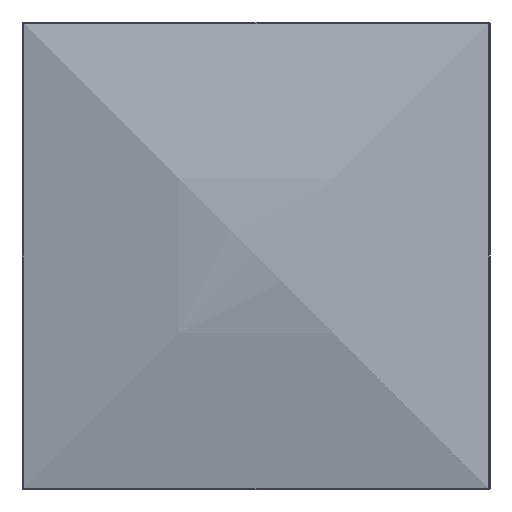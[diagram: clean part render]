
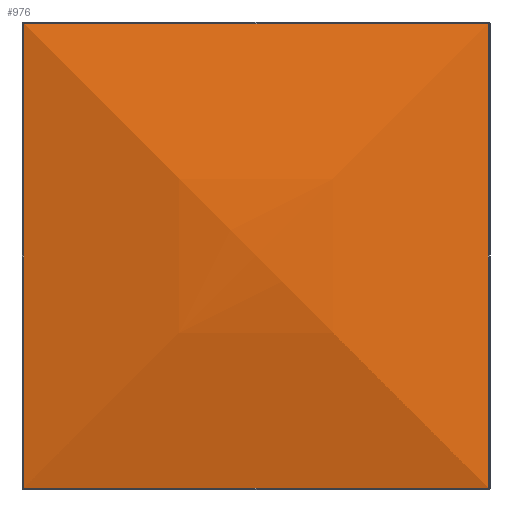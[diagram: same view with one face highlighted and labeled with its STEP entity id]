
A CAD part, left-side view. The second image highlights one B-rep face of the part: STEP entity #976.
In plain terms, the highlighted free-form (B-spline) face has degree [3, 3] with [4, 4] control points.
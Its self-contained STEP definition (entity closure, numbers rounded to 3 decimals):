
#15 = CARTESIAN_POINT ( 'NONE',  ( -3.203, 0.798, -0.003 ) ) ;
#17 = FACE_OUTER_BOUND ( 'NONE', #1005, .T. ) ;
#30 = CARTESIAN_POINT ( 'NONE',  ( -3.203, 0., 3.204 ) ) ;
#41 = CARTESIAN_POINT ( 'NONE',  ( -3.203, -0.798, 3.203 ) ) ;
#146 = EDGE_CURVE ( 'NONE', #779, #2088, #1653, .T. ) ;
#147 = CARTESIAN_POINT ( 'NONE',  ( -3.203, 1.603, 2.398 ) ) ;
#161 = CARTESIAN_POINT ( 'NONE',  ( -3.201, -1.601, 0.268 ) ) ;
#167 = CARTESIAN_POINT ( 'NONE',  ( -3.201, -1.339, -0.001 ) ) ;
#230 = CARTESIAN_POINT ( 'NONE',  ( -3.203, -0.399, 3.204 ) ) ;
#245 = CARTESIAN_POINT ( 'NONE',  ( -3.2, -1.613, 3.212 ) ) ;
#315 = CARTESIAN_POINT ( 'NONE',  ( -3.201, 1.601, 0.087 ) ) ;
#330 = CARTESIAN_POINT ( 'NONE',  ( -3.201, -1.601, 3.026 ) ) ;
#368 = CARTESIAN_POINT ( 'NONE',  ( -3.68, -0.538, 2.137 ) ) ;
#377 = CARTESIAN_POINT ( 'NONE',  ( -3.2, -1.6, 0. ) ) ;
#380 = CARTESIAN_POINT ( 'NONE',  ( -3.2, -0.538, -0.012 ) ) ;
#439 = CARTESIAN_POINT ( 'NONE',  ( -3.203, 0.446, 3.204 ) ) ;
#494 = CARTESIAN_POINT ( 'NONE',  ( -3.201, 1.601, 2.932 ) ) ;
#495 = B_SPLINE_CURVE_WITH_KNOTS ( 'NONE', 3,
 ( #1546, #2268, #494, #678, #147, #1195, #502, #2256, #1888, #2082, #557, #315, #1025 ),
 .UNSPECIFIED., .F., .F.,
 ( 4, 3, 3, 3, 4 ),
 ( 0., 0., 0.002, 0.003, 0.003 ),
 .UNSPECIFIED. ) ;
#502 = CARTESIAN_POINT ( 'NONE',  ( -3.203, 1.604, 1.6 ) ) ;
#508 = CARTESIAN_POINT ( 'NONE',  ( -3.203, -1.604, 1.6 ) ) ;
#516 = CARTESIAN_POINT ( 'NONE',  ( -3.2, 1.613, 2.138 ) ) ;
#524 = CARTESIAN_POINT ( 'NONE',  ( -3.203, -0.892, -0.003 ) ) ;
#557 = CARTESIAN_POINT ( 'NONE',  ( -3.201, 1.601, 0.174 ) ) ;
#602 = CARTESIAN_POINT ( 'NONE',  ( -3.201, 1.339, 3.201 ) ) ;
#603 = CARTESIAN_POINT ( 'NONE',  ( -3.2, 0.537, 3.212 ) ) ;
#616 = CARTESIAN_POINT ( 'NONE',  ( -3.201, 1.426, 3.201 ) ) ;
#678 = CARTESIAN_POINT ( 'NONE',  ( -3.202, 1.602, 2.798 ) ) ;
#702 = CARTESIAN_POINT ( 'NONE',  ( -3.203, -1.604, 2.046 ) ) ;
#707 = CARTESIAN_POINT ( 'NONE',  ( -3.201, -1.513, -0.001 ) ) ;
#721 = CARTESIAN_POINT ( 'NONE',  ( -3.2, 1.613, -0.012 ) ) ;
#779 = VERTEX_POINT ( 'NONE', #794 ) ;
#794 = CARTESIAN_POINT ( 'NONE',  ( -3.2, -1.6, 3.2 ) ) ;
#799 = CARTESIAN_POINT ( 'NONE',  ( -3.2, 1.6, 0. ) ) ;
#840 = CARTESIAN_POINT ( 'NONE',  ( -3.2, 1.6, 3.2 ) ) ;
#879 = CARTESIAN_POINT ( 'NONE',  ( -3.2, 1.6, 0. ) ) ;
#899 = CARTESIAN_POINT ( 'NONE',  ( -3.201, -1.426, -0.001 ) ) ;
#912 = CARTESIAN_POINT ( 'NONE',  ( -3.203, 0.892, 3.203 ) ) ;
#952 = EDGE_CURVE ( 'NONE', #2088, #1370, #495, .T. ) ;
#963 = B_SPLINE_CURVE_WITH_KNOTS ( 'NONE', 3,
 ( #2284, #1213, #161, #2293, #1743, #1250, #508, #702, #1409, #1917, #330, #1237, #1038 ),
 .UNSPECIFIED., .F., .F.,
 ( 4, 3, 3, 3, 4 ),
 ( 0., 0., 0.002, 0.003, 0.003 ),
 .UNSPECIFIED. ) ;
#964 = CARTESIAN_POINT ( 'NONE',  ( -3.201, 1.513, 3.201 ) ) ;
#976 = ADVANCED_FACE ( 'NONE', ( #17 ), #1504, .F. ) ;
#1005 = EDGE_LOOP ( 'NONE', ( #1918, #1600, #1360, #2165 ) ) ;
#1025 = CARTESIAN_POINT ( 'NONE',  ( -3.2, 1.6, 0. ) ) ;
#1033 = CARTESIAN_POINT ( 'NONE',  ( -3.2, -1.613, 1.062 ) ) ;
#1038 = CARTESIAN_POINT ( 'NONE',  ( -3.2, -1.6, 3.2 ) ) ;
#1042 = CARTESIAN_POINT ( 'NONE',  ( -3.202, 1.198, -0.002 ) ) ;
#1086 = CARTESIAN_POINT ( 'NONE',  ( -3.2, 1.6, 3.2 ) ) ;
#1088 = CARTESIAN_POINT ( 'NONE',  ( -3.2, 1.613, 1.063 ) ) ;
#1195 = CARTESIAN_POINT ( 'NONE',  ( -3.203, 1.604, 1.999 ) ) ;
#1213 = CARTESIAN_POINT ( 'NONE',  ( -3.201, -1.601, 0.134 ) ) ;
#1237 = CARTESIAN_POINT ( 'NONE',  ( -3.201, -1.601, 3.113 ) ) ;
#1250 = CARTESIAN_POINT ( 'NONE',  ( -3.203, -1.604, 1.201 ) ) ;
#1314 = CARTESIAN_POINT ( 'NONE',  ( -3.2, -0.538, 3.212 ) ) ;
#1357 = CARTESIAN_POINT ( 'NONE',  ( -3.68, 0.537, 1.063 ) ) ;
#1360 = ORIENTED_EDGE ( 'NONE', *, *, #1532, .T. ) ;
#1370 = VERTEX_POINT ( 'NONE', #799 ) ;
#1405 = CARTESIAN_POINT ( 'NONE',  ( -3.203, -0.446, -0.004 ) ) ;
#1409 = CARTESIAN_POINT ( 'NONE',  ( -3.203, -1.603, 2.492 ) ) ;
#1504 = B_SPLINE_SURFACE_WITH_KNOTS ( 'NONE', 3, 3, ( 
 ( #721, #1958, #380, #1903 ),
 ( #1088, #1357, #2060, #1033 ),
 ( #516, #1947, #368, #1975 ),
 ( #2196, #603, #1314, #245 ) ),
 .UNSPECIFIED., .F., .F., .F.,
 ( 4, 4 ),
 ( 4, 4 ),
 ( 0., 1. ),
 ( 0., 1. ),
 .UNSPECIFIED. ) ;
#1532 = EDGE_CURVE ( 'NONE', #2160, #779, #963, .T. ) ;
#1546 = CARTESIAN_POINT ( 'NONE',  ( -3.2, 1.6, 3.2 ) ) ;
#1577 = CARTESIAN_POINT ( 'NONE',  ( -3.201, 1.332, -0.001 ) ) ;
#1600 = ORIENTED_EDGE ( 'NONE', *, *, #1699, .T. ) ;
#1653 = B_SPLINE_CURVE_WITH_KNOTS ( 'NONE', 3,
 ( #2206, #1813, #1783, #2195, #41, #230, #30, #439, #912, #602, #616, #964, #1086 ),
 .UNSPECIFIED., .F., .F.,
 ( 4, 3, 3, 3, 4 ),
 ( 0., 0., 0.002, 0.003, 0.003 ),
 .UNSPECIFIED. ) ;
#1670 = B_SPLINE_CURVE_WITH_KNOTS ( 'NONE', 3,
 ( #879, #1769, #1577, #1042, #15, #2131, #1912, #1405, #524, #167, #899, #707, #377 ),
 .UNSPECIFIED., .F., .F.,
 ( 4, 3, 3, 3, 4 ),
 ( 0., 0., 0.002, 0.003, 0.003 ),
 .UNSPECIFIED. ) ;
#1699 = EDGE_CURVE ( 'NONE', #1370, #2160, #1670, .T. ) ;
#1743 = CARTESIAN_POINT ( 'NONE',  ( -3.203, -1.603, 0.802 ) ) ;
#1769 = CARTESIAN_POINT ( 'NONE',  ( -3.201, 1.466, -0.001 ) ) ;
#1783 = CARTESIAN_POINT ( 'NONE',  ( -3.201, -1.332, 3.201 ) ) ;
#1813 = CARTESIAN_POINT ( 'NONE',  ( -3.201, -1.466, 3.201 ) ) ;
#1888 = CARTESIAN_POINT ( 'NONE',  ( -3.203, 1.603, 0.708 ) ) ;
#1903 = CARTESIAN_POINT ( 'NONE',  ( -3.2, -1.613, -0.013 ) ) ;
#1912 = CARTESIAN_POINT ( 'NONE',  ( -3.203, 0., -0.004 ) ) ;
#1917 = CARTESIAN_POINT ( 'NONE',  ( -3.201, -1.601, 2.939 ) ) ;
#1918 = ORIENTED_EDGE ( 'NONE', *, *, #952, .T. ) ;
#1947 = CARTESIAN_POINT ( 'NONE',  ( -3.68, 0.537, 2.138 ) ) ;
#1958 = CARTESIAN_POINT ( 'NONE',  ( -3.2, 0.537, -0.012 ) ) ;
#1975 = CARTESIAN_POINT ( 'NONE',  ( -3.2, -1.613, 2.137 ) ) ;
#2060 = CARTESIAN_POINT ( 'NONE',  ( -3.68, -0.538, 1.063 ) ) ;
#2082 = CARTESIAN_POINT ( 'NONE',  ( -3.201, 1.601, 0.261 ) ) ;
#2085 = CARTESIAN_POINT ( 'NONE',  ( -3.2, -1.6, 0. ) ) ;
#2088 = VERTEX_POINT ( 'NONE', #840 ) ;
#2131 = CARTESIAN_POINT ( 'NONE',  ( -3.203, 0.399, -0.004 ) ) ;
#2160 = VERTEX_POINT ( 'NONE', #2085 ) ;
#2165 = ORIENTED_EDGE ( 'NONE', *, *, #146, .T. ) ;
#2195 = CARTESIAN_POINT ( 'NONE',  ( -3.202, -1.198, 3.202 ) ) ;
#2196 = CARTESIAN_POINT ( 'NONE',  ( -3.2, 1.613, 3.212 ) ) ;
#2206 = CARTESIAN_POINT ( 'NONE',  ( -3.2, -1.6, 3.2 ) ) ;
#2256 = CARTESIAN_POINT ( 'NONE',  ( -3.203, 1.604, 1.154 ) ) ;
#2268 = CARTESIAN_POINT ( 'NONE',  ( -3.201, 1.601, 3.066 ) ) ;
#2284 = CARTESIAN_POINT ( 'NONE',  ( -3.2, -1.6, 0. ) ) ;
#2293 = CARTESIAN_POINT ( 'NONE',  ( -3.202, -1.602, 0.402 ) ) ;
